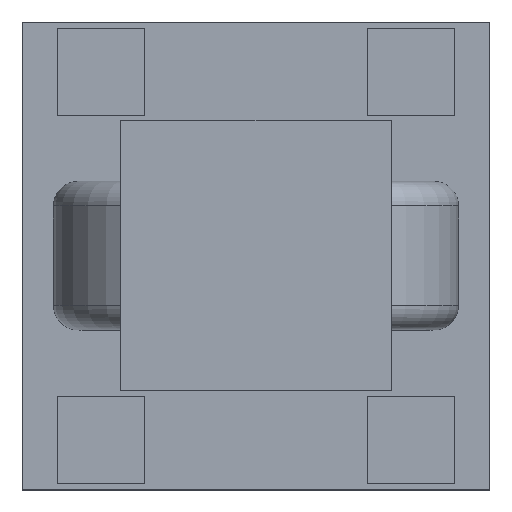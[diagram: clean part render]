
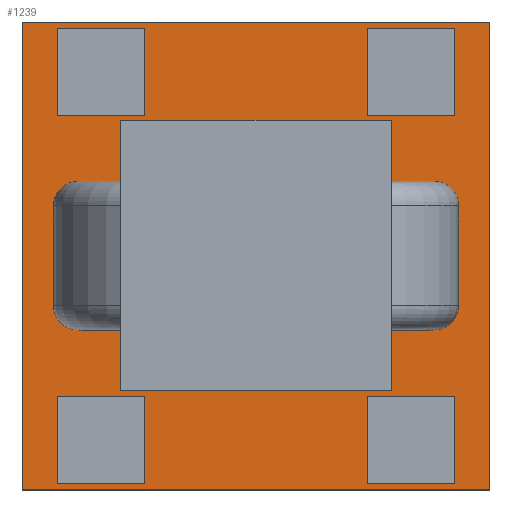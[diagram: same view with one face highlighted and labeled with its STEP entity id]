
A CAD part, top view. The second image highlights one B-rep face of the part: STEP entity #1239.
In plain terms, the highlighted planar face has unit normal (0, 0, 1).
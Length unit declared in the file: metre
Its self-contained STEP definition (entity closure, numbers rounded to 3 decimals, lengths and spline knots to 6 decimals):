
#385=ORIENTED_EDGE('',*,*,#539,.F.);
#386=ORIENTED_EDGE('',*,*,#543,.T.);
#387=ORIENTED_EDGE('',*,*,#546,.T.);
#388=ORIENTED_EDGE('',*,*,#548,.F.);
#539=EDGE_CURVE('',#647,#648,#775,.T.);
#543=EDGE_CURVE('',#647,#650,#779,.T.);
#546=EDGE_CURVE('',#650,#652,#782,.T.);
#548=EDGE_CURVE('',#648,#652,#784,.T.);
#647=VERTEX_POINT('',#2172);
#648=VERTEX_POINT('',#2174);
#650=VERTEX_POINT('',#2180);
#652=VERTEX_POINT('',#2186);
#775=LINE('',#2173,#907);
#779=LINE('',#2181,#911);
#782=LINE('',#2187,#914);
#784=LINE('',#2190,#916);
#907=VECTOR('',#1822,1.);
#911=VECTOR('',#1828,1.);
#914=VECTOR('',#1833,1.);
#916=VECTOR('',#1837,1.);
#1005=EDGE_LOOP('',(#385,#386,#387,#388));
#1095=FACE_BOUND('',#1005,.T.);
#1159=PLANE('',#1478);
#1239=ADVANCED_FACE('',(#1095),#1159,.T.);
#1478=AXIS2_PLACEMENT_3D('',#2191,#1838,#1839);
#1822=DIRECTION('',(-1.,0.,0.));
#1828=DIRECTION('',(0.,1.,0.));
#1833=DIRECTION('',(-1.,0.,0.));
#1837=DIRECTION('',(0.,1.,0.));
#1838=DIRECTION('',(0.,0.,1.));
#1839=DIRECTION('',(1.,0.,0.));
#2172=CARTESIAN_POINT('',(0.001905,-0.001905,0.00062));
#2173=CARTESIAN_POINT('',(0.,-0.001905,0.00062));
#2174=CARTESIAN_POINT('',(-0.001905,-0.001905,0.00062));
#2180=CARTESIAN_POINT('',(0.001905,0.001905,0.00062));
#2181=CARTESIAN_POINT('',(0.001905,0.,0.00062));
#2186=CARTESIAN_POINT('',(-0.001905,0.001905,0.00062));
#2187=CARTESIAN_POINT('',(0.,0.001905,0.00062));
#2190=CARTESIAN_POINT('',(-0.001905,0.,0.00062));
#2191=CARTESIAN_POINT('',(0.,0.,0.00062));
